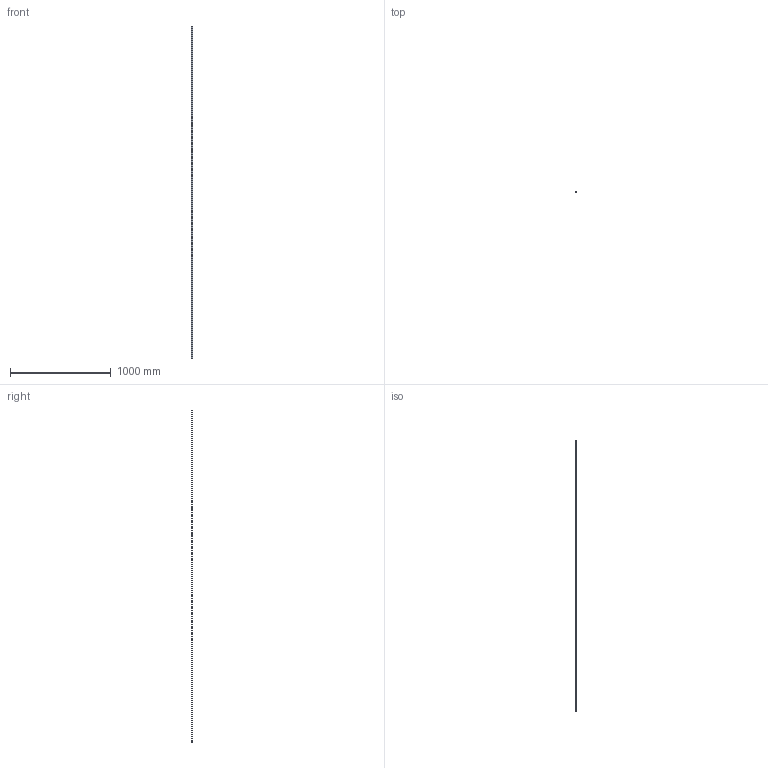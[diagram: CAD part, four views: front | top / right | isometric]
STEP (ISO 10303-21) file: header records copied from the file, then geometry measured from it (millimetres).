
FILE_DESCRIPTION (( 'STEP AP203' ), '1' );
FILE_NAME ('6005.STEP', '2022-04-28T11:10:23', ( '' ), ( '' ), 'SwSTEP 2.0', 'SolidWorks 2018', '' );
FILE_SCHEMA (( 'CONFIG_CONTROL_DESIGN' ));
Length unit declared in the file: millimetre
Products named in the file (1): 6005
Bounding box: 16 x 8 x 3300 mm (x, y, z)
Volume: 307443.5 mm3; surface area: 169764.3 mm2
Topology: 1 solids, 1 shells, 217 faces, 588 edges, 392 vertices
Faces by surface type: plane 108, bspline 103, cylinder 6
Entity records: 11913 total; most frequent: CARTESIAN_POINT 7061, ORIENTED_EDGE 1176, DIRECTION 624, EDGE_CURVE 588, VERTEX_POINT 392, LINE 370, VECTOR 370, EDGE_LOOP 236
